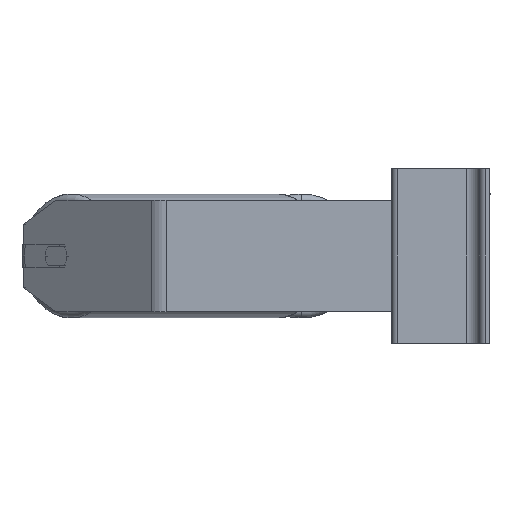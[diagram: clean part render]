
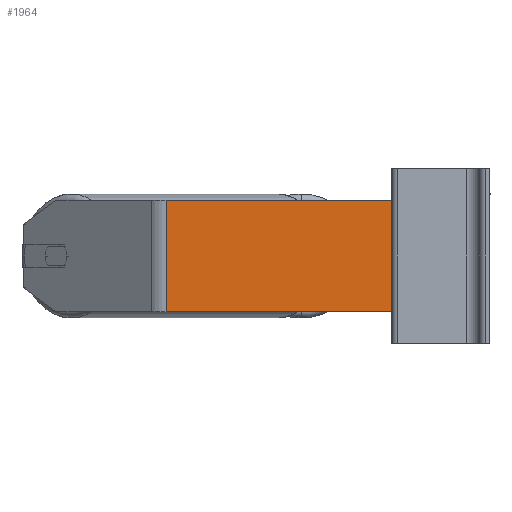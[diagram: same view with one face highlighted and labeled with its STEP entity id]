
A CAD part, left-side view. The second image highlights one B-rep face of the part: STEP entity #1964.
In plain terms, the highlighted planar face has unit normal (-1, 0, 0).
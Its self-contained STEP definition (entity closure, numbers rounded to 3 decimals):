
#139 = LINE ( 'NONE', #10335, #2223 ) ;
#195 = VECTOR ( 'NONE', #4677, 1000. ) ;
#558 = VECTOR ( 'NONE', #10200, 1000. ) ;
#733 = AXIS2_PLACEMENT_3D ( 'NONE', #4886, #8205, #8923 ) ;
#1027 = CARTESIAN_POINT ( 'NONE',  ( -413., 179.995, 40. ) ) ;
#1142 = ORIENTED_EDGE ( 'NONE', *, *, #3740, .F. ) ;
#1964 = ADVANCED_FACE ( 'NONE', ( #9142 ), #4779, .F. ) ;
#2223 = VECTOR ( 'NONE', #10180, 1000. ) ;
#2468 = LINE ( 'NONE', #4173, #6018 ) ;
#2597 = EDGE_CURVE ( 'NONE', #5500, #8038, #4735, .T. ) ;
#2610 = CARTESIAN_POINT ( 'NONE',  ( -413., 179.995, -40. ) ) ;
#2903 = EDGE_CURVE ( 'NONE', #7902, #5500, #3447, .T. ) ;
#3447 = LINE ( 'NONE', #1027, #558 ) ;
#3577 = ORIENTED_EDGE ( 'NONE', *, *, #2597, .T. ) ;
#3671 = CARTESIAN_POINT ( 'NONE',  ( -413., 18., 40. ) ) ;
#3740 = EDGE_CURVE ( 'NONE', #7902, #8316, #2468, .T. ) ;
#4173 = CARTESIAN_POINT ( 'NONE',  ( -413., 185.818, 40. ) ) ;
#4616 = ORIENTED_EDGE ( 'NONE', *, *, #2903, .T. ) ;
#4677 = DIRECTION ( 'NONE',  ( 0., -1., 0. ) ) ;
#4735 = LINE ( 'NONE', #8832, #195 ) ;
#4779 = PLANE ( 'NONE',  #733 ) ;
#4886 = CARTESIAN_POINT ( 'NONE',  ( -413., 185.818, 40. ) ) ;
#5500 = VERTEX_POINT ( 'NONE', #2610 ) ;
#6018 = VECTOR ( 'NONE', #6359, 1000. ) ;
#6359 = DIRECTION ( 'NONE',  ( 0., -1., 0. ) ) ;
#7408 = ORIENTED_EDGE ( 'NONE', *, *, #7425, .F. ) ;
#7425 = EDGE_CURVE ( 'NONE', #8316, #8038, #139, .T. ) ;
#7902 = VERTEX_POINT ( 'NONE', #8005 ) ;
#8005 = CARTESIAN_POINT ( 'NONE',  ( -413., 179.995, 40. ) ) ;
#8038 = VERTEX_POINT ( 'NONE', #9838 ) ;
#8205 = DIRECTION ( 'NONE',  ( 1., 0., 0. ) ) ;
#8316 = VERTEX_POINT ( 'NONE', #3671 ) ;
#8832 = CARTESIAN_POINT ( 'NONE',  ( -413., 185.818, -40. ) ) ;
#8923 = DIRECTION ( 'NONE',  ( 0., 1., 0. ) ) ;
#9142 = FACE_OUTER_BOUND ( 'NONE', #9722, .T. ) ;
#9722 = EDGE_LOOP ( 'NONE', ( #3577, #7408, #1142, #4616 ) ) ;
#9838 = CARTESIAN_POINT ( 'NONE',  ( -413., 18., -40. ) ) ;
#10180 = DIRECTION ( 'NONE',  ( 0., 0., -1. ) ) ;
#10200 = DIRECTION ( 'NONE',  ( 0., 0., -1. ) ) ;
#10335 = CARTESIAN_POINT ( 'NONE',  ( -413., 18., 40. ) ) ;
